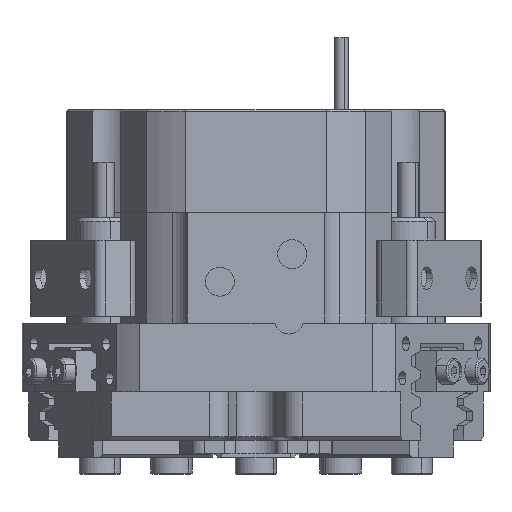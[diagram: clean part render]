
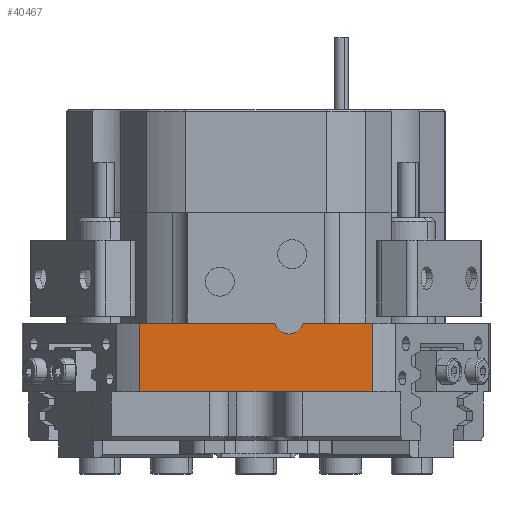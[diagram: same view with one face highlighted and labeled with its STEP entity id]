
A CAD part, front view. The second image highlights one B-rep face of the part: STEP entity #40467.
In plain terms, the highlighted planar face has unit normal (0, -1, 0).
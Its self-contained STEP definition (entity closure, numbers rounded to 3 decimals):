
#706 = EDGE_CURVE ( 'NONE', #6504, #27397, #31923, .T. ) ;
#874 = DIRECTION ( 'NONE',  ( 0., 0., 1. ) ) ;
#992 = PLANE ( 'NONE',  #42817 ) ;
#1642 = EDGE_CURVE ( 'NONE', #12615, #22281, #35043, .T. ) ;
#4175 = DIRECTION ( 'NONE',  ( -1., 0., 0. ) ) ;
#5019 = LINE ( 'NONE', #12490, #19731 ) ;
#5586 = DIRECTION ( 'NONE',  ( 0., -1., 0. ) ) ;
#6504 = VERTEX_POINT ( 'NONE', #27994 ) ;
#7044 = VECTOR ( 'NONE', #22293, 1000. ) ;
#8692 = DIRECTION ( 'NONE',  ( 0., 0., 1. ) ) ;
#8963 = DIRECTION ( 'NONE',  ( 0., -1., 0. ) ) ;
#9423 = EDGE_CURVE ( 'NONE', #12615, #41256, #38469, .T. ) ;
#10434 = DIRECTION ( 'NONE',  ( -1., 0., 0. ) ) ;
#11378 = CARTESIAN_POINT ( 'NONE',  ( -16.904, -29.5, 3. ) ) ;
#11385 = LINE ( 'NONE', #38494, #34570 ) ;
#11585 = ORIENTED_EDGE ( 'NONE', *, *, #1642, .T. ) ;
#12490 = CARTESIAN_POINT ( 'NONE',  ( -23.049, -29.5, 3. ) ) ;
#12615 = VERTEX_POINT ( 'NONE', #16220 ) ;
#12790 = CARTESIAN_POINT ( 'NONE',  ( -16.904, -29.5, -14. ) ) ;
#13740 = ORIENTED_EDGE ( 'NONE', *, *, #16268, .T. ) ;
#13987 = CARTESIAN_POINT ( 'NONE',  ( 6.718, -29.5, 2.644 ) ) ;
#16160 = CARTESIAN_POINT ( 'NONE',  ( 16.904, -29.5, 3. ) ) ;
#16220 = CARTESIAN_POINT ( 'NONE',  ( 2.882, -29.5, 2.644 ) ) ;
#16268 = EDGE_CURVE ( 'NONE', #38335, #41256, #36972, .T. ) ;
#16497 = VERTEX_POINT ( 'NONE', #11378 ) ;
#16881 = ORIENTED_EDGE ( 'NONE', *, *, #24909, .T. ) ;
#18272 = VECTOR ( 'NONE', #26612, 1000. ) ;
#18667 = EDGE_LOOP ( 'NONE', ( #38423, #11585, #19057, #32861, #40865, #36434, #16881, #13740 ) ) ;
#19057 = ORIENTED_EDGE ( 'NONE', *, *, #24145, .T. ) ;
#19487 = CARTESIAN_POINT ( 'NONE',  ( 16.904, -29.5, -14. ) ) ;
#19679 = LINE ( 'NONE', #19487, #7044 ) ;
#19731 = VECTOR ( 'NONE', #36477, 1000. ) ;
#20236 = CARTESIAN_POINT ( 'NONE',  ( -23.049, -29.5, -7. ) ) ;
#21494 = VERTEX_POINT ( 'NONE', #16160 ) ;
#22263 = AXIS2_PLACEMENT_3D ( 'NONE', #36013, #8963, #22457 ) ;
#22281 = VERTEX_POINT ( 'NONE', #34671 ) ;
#22293 = DIRECTION ( 'NONE',  ( 0., 0., 1. ) ) ;
#22457 = DIRECTION ( 'NONE',  ( 0., 0., 1. ) ) ;
#24092 = CARTESIAN_POINT ( 'NONE',  ( -23.049, -29.5, -27. ) ) ;
#24145 = EDGE_CURVE ( 'NONE', #22281, #16497, #11385, .T. ) ;
#24366 = DIRECTION ( 'NONE',  ( 0., 0., 1. ) ) ;
#24514 = DIRECTION ( 'NONE',  ( 0., 1., 0. ) ) ;
#24909 = EDGE_CURVE ( 'NONE', #21494, #38335, #5019, .T. ) ;
#25547 = FACE_OUTER_BOUND ( 'NONE', #18667, .T. ) ;
#26174 = LINE ( 'NONE', #12790, #18272 ) ;
#26612 = DIRECTION ( 'NONE',  ( 0., 0., -1. ) ) ;
#27397 = VERTEX_POINT ( 'NONE', #35901 ) ;
#27994 = CARTESIAN_POINT ( 'NONE',  ( 16.904, -29.5, -7. ) ) ;
#31923 = LINE ( 'NONE', #20236, #37752 ) ;
#32333 = CARTESIAN_POINT ( 'NONE',  ( 7.266, -29.5, 3. ) ) ;
#32861 = ORIENTED_EDGE ( 'NONE', *, *, #41684, .T. ) ;
#33241 = EDGE_CURVE ( 'NONE', #6504, #21494, #19679, .T. ) ;
#34570 = VECTOR ( 'NONE', #4175, 1000. ) ;
#34671 = CARTESIAN_POINT ( 'NONE',  ( 2.334, -29.5, 3. ) ) ;
#35043 = CIRCLE ( 'NONE', #37457, 0.6 ) ;
#35901 = CARTESIAN_POINT ( 'NONE',  ( -16.904, -29.5, -7. ) ) ;
#36013 = CARTESIAN_POINT ( 'NONE',  ( 7.266, -29.5, 2.4 ) ) ;
#36196 = AXIS2_PLACEMENT_3D ( 'NONE', #43000, #5586, #8692 ) ;
#36434 = ORIENTED_EDGE ( 'NONE', *, *, #33241, .T. ) ;
#36477 = DIRECTION ( 'NONE',  ( -1., 0., 0. ) ) ;
#36972 = CIRCLE ( 'NONE', #22263, 0.6 ) ;
#37457 = AXIS2_PLACEMENT_3D ( 'NONE', #41269, #38150, #874 ) ;
#37752 = VECTOR ( 'NONE', #10434, 1000. ) ;
#38150 = DIRECTION ( 'NONE',  ( 0., -1., 0. ) ) ;
#38335 = VERTEX_POINT ( 'NONE', #32333 ) ;
#38423 = ORIENTED_EDGE ( 'NONE', *, *, #9423, .F. ) ;
#38469 = CIRCLE ( 'NONE', #36196, 2.1 ) ;
#38494 = CARTESIAN_POINT ( 'NONE',  ( -23.049, -29.5, 3. ) ) ;
#40467 = ADVANCED_FACE ( 'NONE', ( #25547 ), #992, .F. ) ;
#40865 = ORIENTED_EDGE ( 'NONE', *, *, #706, .F. ) ;
#41256 = VERTEX_POINT ( 'NONE', #13987 ) ;
#41269 = CARTESIAN_POINT ( 'NONE',  ( 2.334, -29.5, 2.4 ) ) ;
#41684 = EDGE_CURVE ( 'NONE', #16497, #27397, #26174, .T. ) ;
#42817 = AXIS2_PLACEMENT_3D ( 'NONE', #24092, #24514, #24366 ) ;
#43000 = CARTESIAN_POINT ( 'NONE',  ( 4.8, -29.5, 3.5 ) ) ;
